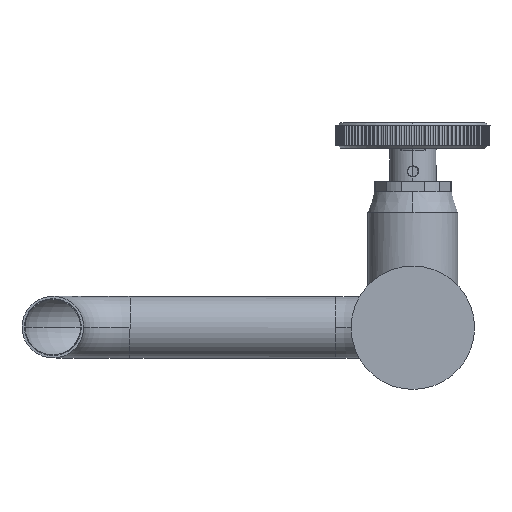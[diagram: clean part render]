
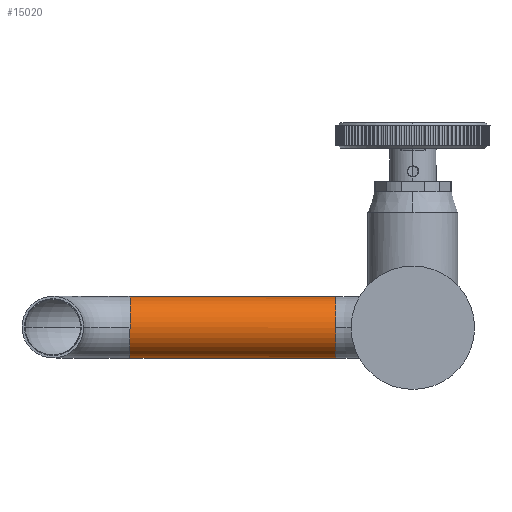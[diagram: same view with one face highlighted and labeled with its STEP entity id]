
A CAD part, front view. The second image highlights one B-rep face of the part: STEP entity #15020.
In plain terms, the highlighted cylindrical face has radius 12 mm (diameter 24 mm), a partial arc.
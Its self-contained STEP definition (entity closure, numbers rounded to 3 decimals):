
#298 = CARTESIAN_POINT ( 'NONE',  ( -110.72, 244.911, 36.186 ) ) ;
#324 = CARTESIAN_POINT ( 'NONE',  ( -30.7, 232.911, 48.051 ) ) ;
#571 = DIRECTION ( 'NONE',  ( -1., 0., 0.002 ) ) ;
#1337 = DIRECTION ( 'NONE',  ( 0.002, 0., 1. ) ) ;
#1443 = AXIS2_PLACEMENT_3D ( 'NONE', #6463, #18312, #1337 ) ;
#1857 = EDGE_CURVE ( 'NONE', #16338, #11572, #8115, .T. ) ;
#1962 = ORIENTED_EDGE ( 'NONE', *, *, #21436, .F. ) ;
#2201 = CARTESIAN_POINT ( 'NONE',  ( -30.68, 244.911, 60.051 ) ) ;
#2502 = DIRECTION ( 'NONE',  ( -0.002, 0., -1. ) ) ;
#2806 = DIRECTION ( 'NONE',  ( -0.002, 0., -1. ) ) ;
#2905 = LINE ( 'NONE', #2201, #11416 ) ;
#3732 = CARTESIAN_POINT ( 'NONE',  ( -110.7, 244.911, 48.186 ) ) ;
#4681 = VERTEX_POINT ( 'NONE', #17338 ) ;
#5690 = ORIENTED_EDGE ( 'NONE', *, *, #6076, .T. ) ;
#5800 = FACE_OUTER_BOUND ( 'NONE', #11033, .T. ) ;
#6076 = EDGE_CURVE ( 'NONE', #11572, #13643, #2905, .T. ) ;
#6304 = CARTESIAN_POINT ( 'NONE',  ( -30.68, 244.911, 60.051 ) ) ;
#6463 = CARTESIAN_POINT ( 'NONE',  ( -30.7, 244.911, 48.051 ) ) ;
#6740 = DIRECTION ( 'NONE',  ( -0.002, 0., -1. ) ) ;
#6786 = CIRCLE ( 'NONE', #17762, 12. ) ;
#6855 = CARTESIAN_POINT ( 'NONE',  ( -30.72, 244.911, 36.051 ) ) ;
#7313 = ORIENTED_EDGE ( 'NONE', *, *, #16253, .F. ) ;
#8115 = CIRCLE ( 'NONE', #20026, 12. ) ;
#8236 = DIRECTION ( 'NONE',  ( -1., 0., 0.002 ) ) ;
#8367 = EDGE_CURVE ( 'NONE', #17022, #13922, #22027, .T. ) ;
#8428 = VECTOR ( 'NONE', #17181, 1000. ) ;
#8615 = ORIENTED_EDGE ( 'NONE', *, *, #8367, .F. ) ;
#10193 = CARTESIAN_POINT ( 'NONE',  ( -30.72, 244.911, 36.051 ) ) ;
#10870 = AXIS2_PLACEMENT_3D ( 'NONE', #11563, #8236, #6740 ) ;
#11033 = EDGE_LOOP ( 'NONE', ( #8615, #12232, #18254, #5690, #1962, #7313 ) ) ;
#11416 = VECTOR ( 'NONE', #571, 1000. ) ;
#11563 = CARTESIAN_POINT ( 'NONE',  ( -110.7, 244.911, 48.186 ) ) ;
#11572 = VERTEX_POINT ( 'NONE', #6304 ) ;
#11945 = CIRCLE ( 'NONE', #10870, 12. ) ;
#12232 = ORIENTED_EDGE ( 'NONE', *, *, #12547, .T. ) ;
#12426 = DIRECTION ( 'NONE',  ( -0.002, 0., -1. ) ) ;
#12547 = EDGE_CURVE ( 'NONE', #17022, #16338, #13128, .T. ) ;
#12635 = CARTESIAN_POINT ( 'NONE',  ( -30.7, 244.911, 48.051 ) ) ;
#12979 = DIRECTION ( 'NONE',  ( -1., 0., 0.002 ) ) ;
#13128 = CIRCLE ( 'NONE', #16197, 12. ) ;
#13643 = VERTEX_POINT ( 'NONE', #19648 ) ;
#13922 = VERTEX_POINT ( 'NONE', #298 ) ;
#15020 = ADVANCED_FACE ( 'NONE', ( #5800 ), #19114, .T. ) ;
#16197 = AXIS2_PLACEMENT_3D ( 'NONE', #21301, #12979, #2806 ) ;
#16253 = EDGE_CURVE ( 'NONE', #13922, #4681, #6786, .T. ) ;
#16338 = VERTEX_POINT ( 'NONE', #324 ) ;
#17022 = VERTEX_POINT ( 'NONE', #10193 ) ;
#17181 = DIRECTION ( 'NONE',  ( -1., 0., 0.002 ) ) ;
#17338 = CARTESIAN_POINT ( 'NONE',  ( -110.7, 232.911, 48.186 ) ) ;
#17711 = DIRECTION ( 'NONE',  ( -1., 0., 0.002 ) ) ;
#17762 = AXIS2_PLACEMENT_3D ( 'NONE', #3732, #19078, #12426 ) ;
#18254 = ORIENTED_EDGE ( 'NONE', *, *, #1857, .T. ) ;
#18312 = DIRECTION ( 'NONE',  ( -1., 0., 0.002 ) ) ;
#19078 = DIRECTION ( 'NONE',  ( -1., 0., 0.002 ) ) ;
#19114 = CYLINDRICAL_SURFACE ( 'NONE', #1443, 12. ) ;
#19648 = CARTESIAN_POINT ( 'NONE',  ( -110.68, 244.911, 60.186 ) ) ;
#20026 = AXIS2_PLACEMENT_3D ( 'NONE', #12635, #17711, #2502 ) ;
#21301 = CARTESIAN_POINT ( 'NONE',  ( -30.7, 244.911, 48.051 ) ) ;
#21436 = EDGE_CURVE ( 'NONE', #4681, #13643, #11945, .T. ) ;
#22027 = LINE ( 'NONE', #6855, #8428 ) ;
